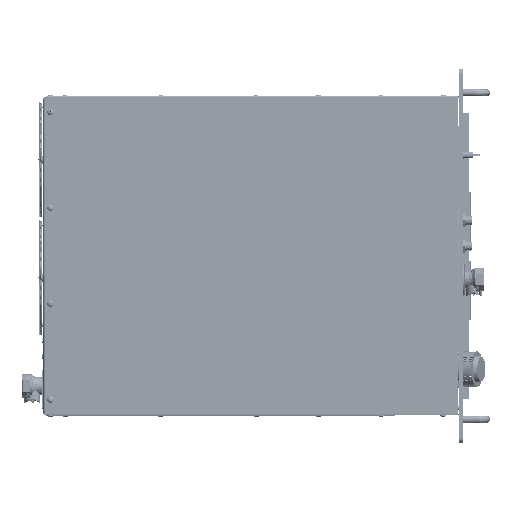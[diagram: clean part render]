
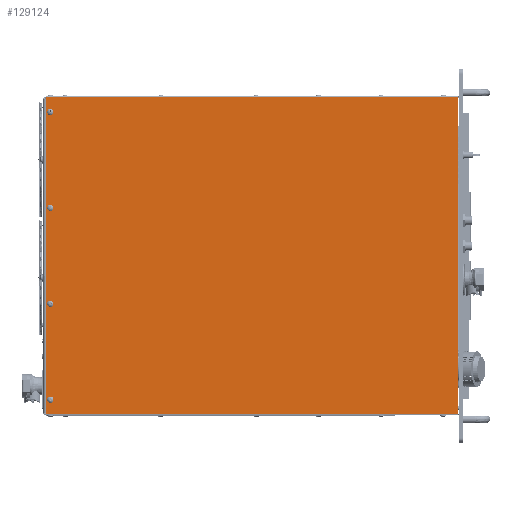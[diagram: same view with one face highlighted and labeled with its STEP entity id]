
A CAD part, top view. The second image highlights one B-rep face of the part: STEP entity #129124.
In plain terms, the highlighted planar face has unit normal (0, 0, 1).
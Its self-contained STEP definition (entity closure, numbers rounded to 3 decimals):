
#1529 = LINE ( 'NONE', #61101, #29261 ) ;
#2435 = CARTESIAN_POINT ( 'NONE',  ( 0.256, 0.688, 9.677 ) ) ;
#2774 = VERTEX_POINT ( 'NONE', #152832 ) ;
#2851 = EDGE_CURVE ( 'NONE', #94626, #104855, #97295, .T. ) ;
#9444 = VECTOR ( 'NONE', #104300, 39.37 ) ;
#11077 = DIRECTION ( 'NONE',  ( -1., 0., 0. ) ) ;
#14584 = EDGE_LOOP ( 'NONE', ( #128090, #146686 ) ) ;
#18095 = VECTOR ( 'NONE', #11077, 39.37 ) ;
#19093 = AXIS2_PLACEMENT_3D ( 'NONE', #64551, #64528, #64370 ) ;
#22283 = CIRCLE ( 'NONE', #102186, 0.094 ) ;
#22562 = DIRECTION ( 'NONE',  ( 1., 0., 0. ) ) ;
#22699 = DIRECTION ( 'NONE',  ( 0., 0., -1. ) ) ;
#22880 = CARTESIAN_POINT ( 'NONE',  ( 0.35, 0.688, 9.677 ) ) ;
#23900 = FACE_BOUND ( 'NONE', #32488, .T. ) ;
#28869 = DIRECTION ( 'NONE',  ( 1., 0., 0. ) ) ;
#29018 = DIRECTION ( 'NONE',  ( 0., 0., -1. ) ) ;
#29063 = CARTESIAN_POINT ( 'NONE',  ( 0.35, 0.688, 9.677 ) ) ;
#29261 = VECTOR ( 'NONE', #82306, 39.37 ) ;
#29302 = ORIENTED_EDGE ( 'NONE', *, *, #66484, .T. ) ;
#30280 = CIRCLE ( 'NONE', #94313, 0.094 ) ;
#32488 = EDGE_LOOP ( 'NONE', ( #84310, #54904 ) ) ;
#34265 = EDGE_CURVE ( 'NONE', #64272, #115903, #133922, .T. ) ;
#34895 = VECTOR ( 'NONE', #79709, 39.37 ) ;
#36536 = AXIS2_PLACEMENT_3D ( 'NONE', #93235, #91228, #91072 ) ;
#38147 = ORIENTED_EDGE ( 'NONE', *, *, #2851, .F. ) ;
#38979 = VERTEX_POINT ( 'NONE', #2435 ) ;
#43945 = ORIENTED_EDGE ( 'NONE', *, *, #50017, .T. ) ;
#46967 = EDGE_LOOP ( 'NONE', ( #100954, #29302 ) ) ;
#50017 = EDGE_CURVE ( 'NONE', #115903, #64272, #59491, .T. ) ;
#51691 = CARTESIAN_POINT ( 'NONE',  ( 0.444, 10.435, 9.677 ) ) ;
#53116 = LINE ( 'NONE', #121495, #18095 ) ;
#54142 = VERTEX_POINT ( 'NONE', #111679 ) ;
#54904 = ORIENTED_EDGE ( 'NONE', *, *, #96947, .T. ) ;
#55045 = ORIENTED_EDGE ( 'NONE', *, *, #62123, .F. ) ;
#55099 = FACE_BOUND ( 'NONE', #117742, .T. ) ;
#57058 = DIRECTION ( 'NONE',  ( 1., 0., 0. ) ) ;
#57134 = CARTESIAN_POINT ( 'NONE',  ( 0.256, 5.561, 9.677 ) ) ;
#57250 = DIRECTION ( 'NONE',  ( 0., 0., -1. ) ) ;
#57390 = CARTESIAN_POINT ( 'NONE',  ( 0.35, 10.435, 9.677 ) ) ;
#57433 = CARTESIAN_POINT ( 'NONE',  ( 0.132, -0.062, 9.677 ) ) ;
#59491 = CIRCLE ( 'NONE', #19093, 0.094 ) ;
#61101 = CARTESIAN_POINT ( 'NONE',  ( 10.604, 16.058, 9.677 ) ) ;
#62123 = EDGE_CURVE ( 'NONE', #71054, #149007, #138174, .T. ) ;
#64272 = VERTEX_POINT ( 'NONE', #51691 ) ;
#64370 = DIRECTION ( 'NONE',  ( 1., 0., 0. ) ) ;
#64528 = DIRECTION ( 'NONE',  ( 0., 0., -1. ) ) ;
#64551 = CARTESIAN_POINT ( 'NONE',  ( 0.35, 10.435, 9.677 ) ) ;
#66484 = EDGE_CURVE ( 'NONE', #38979, #54142, #90493, .T. ) ;
#68901 = DIRECTION ( 'NONE',  ( 1., 0., 0. ) ) ;
#68916 = DIRECTION ( 'NONE',  ( 0., 0., -1. ) ) ;
#69215 = CARTESIAN_POINT ( 'NONE',  ( 0.35, 5.561, 9.677 ) ) ;
#70368 = CARTESIAN_POINT ( 'NONE',  ( 0.132, 16.058, 9.677 ) ) ;
#71054 = VERTEX_POINT ( 'NONE', #84964 ) ;
#74311 = CARTESIAN_POINT ( 'NONE',  ( 21.077, -0.062, 9.677 ) ) ;
#74399 = CARTESIAN_POINT ( 'NONE',  ( 0.132, 7.998, 9.677 ) ) ;
#76748 = ORIENTED_EDGE ( 'NONE', *, *, #139100, .F. ) ;
#79709 = DIRECTION ( 'NONE',  ( 0., 1., 0. ) ) ;
#81342 = VERTEX_POINT ( 'NONE', #57134 ) ;
#82306 = DIRECTION ( 'NONE',  ( 1., 0., 0. ) ) ;
#84310 = ORIENTED_EDGE ( 'NONE', *, *, #89993, .T. ) ;
#84964 = CARTESIAN_POINT ( 'NONE',  ( 21.077, 16.058, 9.677 ) ) ;
#88577 = EDGE_LOOP ( 'NONE', ( #76748, #38147, #122320, #55045 ) ) ;
#89341 = EDGE_CURVE ( 'NONE', #149007, #94626, #53116, .T. ) ;
#89993 = EDGE_CURVE ( 'NONE', #136211, #114350, #91462, .T. ) ;
#89997 = FACE_BOUND ( 'NONE', #14584, .T. ) ;
#90493 = CIRCLE ( 'NONE', #113966, 0.094 ) ;
#90888 = EDGE_CURVE ( 'NONE', #54142, #38979, #150388, .T. ) ;
#91072 = DIRECTION ( 'NONE',  ( -1., 0., 0. ) ) ;
#91228 = DIRECTION ( 'NONE',  ( 0., 0., -1. ) ) ;
#91462 = CIRCLE ( 'NONE', #138726, 0.094 ) ;
#92551 = PLANE ( 'NONE',  #36536 ) ;
#93235 = CARTESIAN_POINT ( 'NONE',  ( 23.171, -1.674, 9.677 ) ) ;
#94313 = AXIS2_PLACEMENT_3D ( 'NONE', #135858, #135729, #135529 ) ;
#94626 = VERTEX_POINT ( 'NONE', #57433 ) ;
#95700 = CARTESIAN_POINT ( 'NONE',  ( 0.256, 15.308, 9.677 ) ) ;
#96947 = EDGE_CURVE ( 'NONE', #114350, #136211, #30280, .T. ) ;
#97295 = LINE ( 'NONE', #74399, #34895 ) ;
#100954 = ORIENTED_EDGE ( 'NONE', *, *, #90888, .T. ) ;
#102186 = AXIS2_PLACEMENT_3D ( 'NONE', #69215, #68916, #68901 ) ;
#104300 = DIRECTION ( 'NONE',  ( 0., -1., 0. ) ) ;
#104616 = CARTESIAN_POINT ( 'NONE',  ( 21.077, 7.998, 9.677 ) ) ;
#104855 = VERTEX_POINT ( 'NONE', #70368 ) ;
#106155 = ORIENTED_EDGE ( 'NONE', *, *, #34265, .T. ) ;
#108816 = DIRECTION ( 'NONE',  ( 1., 0., 0. ) ) ;
#108936 = DIRECTION ( 'NONE',  ( 0., 0., -1. ) ) ;
#108979 = CARTESIAN_POINT ( 'NONE',  ( 0.35, 5.561, 9.677 ) ) ;
#111679 = CARTESIAN_POINT ( 'NONE',  ( 0.444, 0.688, 9.677 ) ) ;
#113654 = FACE_OUTER_BOUND ( 'NONE', #88577, .T. ) ;
#113966 = AXIS2_PLACEMENT_3D ( 'NONE', #29063, #29018, #28869 ) ;
#114350 = VERTEX_POINT ( 'NONE', #95700 ) ;
#115903 = VERTEX_POINT ( 'NONE', #120000 ) ;
#117742 = EDGE_LOOP ( 'NONE', ( #106155, #43945 ) ) ;
#120000 = CARTESIAN_POINT ( 'NONE',  ( 0.256, 10.435, 9.677 ) ) ;
#121495 = CARTESIAN_POINT ( 'NONE',  ( 10.604, -0.062, 9.677 ) ) ;
#121727 = EDGE_CURVE ( 'NONE', #81342, #2774, #22283, .T. ) ;
#122320 = ORIENTED_EDGE ( 'NONE', *, *, #89341, .F. ) ;
#122927 = CIRCLE ( 'NONE', #145278, 0.094 ) ;
#126839 = CARTESIAN_POINT ( 'NONE',  ( 0.444, 15.308, 9.677 ) ) ;
#128090 = ORIENTED_EDGE ( 'NONE', *, *, #146602, .T. ) ;
#129124 = ADVANCED_FACE ( 'NONE', ( #145296, #23900, #55099, #89997, #113654 ), #92551, .F. ) ;
#133922 = CIRCLE ( 'NONE', #139594, 0.094 ) ;
#135529 = DIRECTION ( 'NONE',  ( 1., 0., 0. ) ) ;
#135729 = DIRECTION ( 'NONE',  ( 0., 0., -1. ) ) ;
#135858 = CARTESIAN_POINT ( 'NONE',  ( 0.35, 15.308, 9.677 ) ) ;
#136211 = VERTEX_POINT ( 'NONE', #126839 ) ;
#138174 = LINE ( 'NONE', #104616, #9444 ) ;
#138726 = AXIS2_PLACEMENT_3D ( 'NONE', #139273, #139135, #139089 ) ;
#139089 = DIRECTION ( 'NONE',  ( 1., 0., 0. ) ) ;
#139100 = EDGE_CURVE ( 'NONE', #104855, #71054, #1529, .T. ) ;
#139135 = DIRECTION ( 'NONE',  ( 0., 0., -1. ) ) ;
#139273 = CARTESIAN_POINT ( 'NONE',  ( 0.35, 15.308, 9.677 ) ) ;
#139594 = AXIS2_PLACEMENT_3D ( 'NONE', #57390, #57250, #57058 ) ;
#144243 = AXIS2_PLACEMENT_3D ( 'NONE', #22880, #22699, #22562 ) ;
#145278 = AXIS2_PLACEMENT_3D ( 'NONE', #108979, #108936, #108816 ) ;
#145296 = FACE_BOUND ( 'NONE', #46967, .T. ) ;
#146602 = EDGE_CURVE ( 'NONE', #2774, #81342, #122927, .T. ) ;
#146686 = ORIENTED_EDGE ( 'NONE', *, *, #121727, .T. ) ;
#149007 = VERTEX_POINT ( 'NONE', #74311 ) ;
#150388 = CIRCLE ( 'NONE', #144243, 0.094 ) ;
#152832 = CARTESIAN_POINT ( 'NONE',  ( 0.444, 5.561, 9.677 ) ) ;
